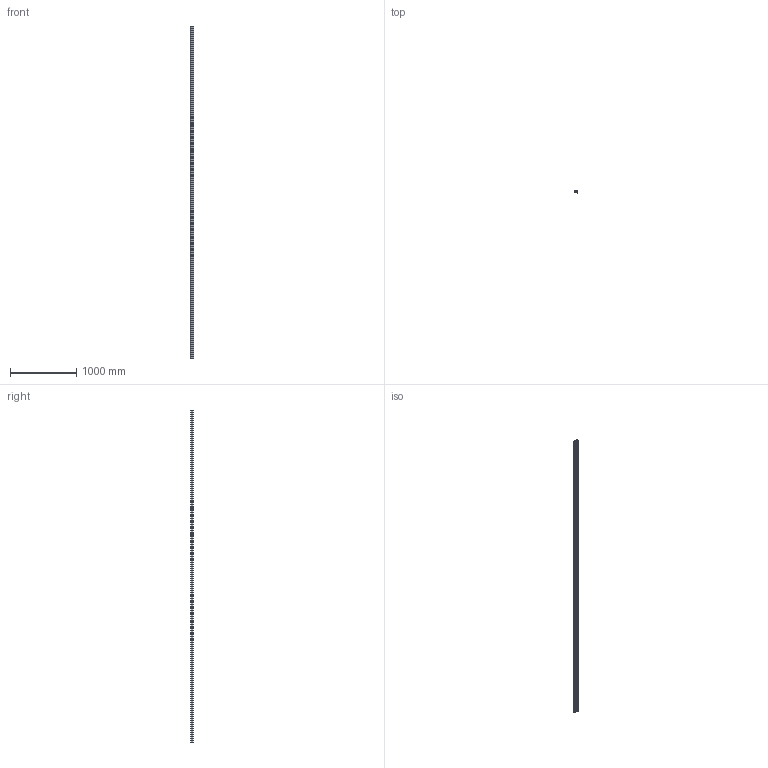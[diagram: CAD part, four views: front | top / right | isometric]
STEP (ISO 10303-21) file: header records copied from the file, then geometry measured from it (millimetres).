
FILE_DESCRIPTION (( 'STEP AP214' ), '1' );
FILE_NAME ('AL_0027-5000-S-E.STEP', '2023-10-17T12:40:55', ( '' ), ( '' ), 'SwSTEP 2.0', 'SolidWorks 2019', '' );
FILE_SCHEMA (( 'AUTOMOTIVE_DESIGN' ));
Length unit declared in the file: millimetre
Products named in the file (1): AL_0027-5000-S-E
Bounding box: 57 x 40.5 x 5000 mm (x, y, z)
Volume: 1207995.1 mm3; surface area: 1731739.9 mm2
Topology: 1 solids, 1 shells, 91 faces, 267 edges, 178 vertices
Faces by surface type: cylinder 50, plane 41
Entity records: 4096 total; most frequent: DIRECTION 551, CARTESIAN_POINT 537, ORIENTED_EDGE 534, EDGE_CURVE 267, AXIS2_PLACEMENT_3D 192, VERTEX_POINT 178, LINE 167, VECTOR 167
